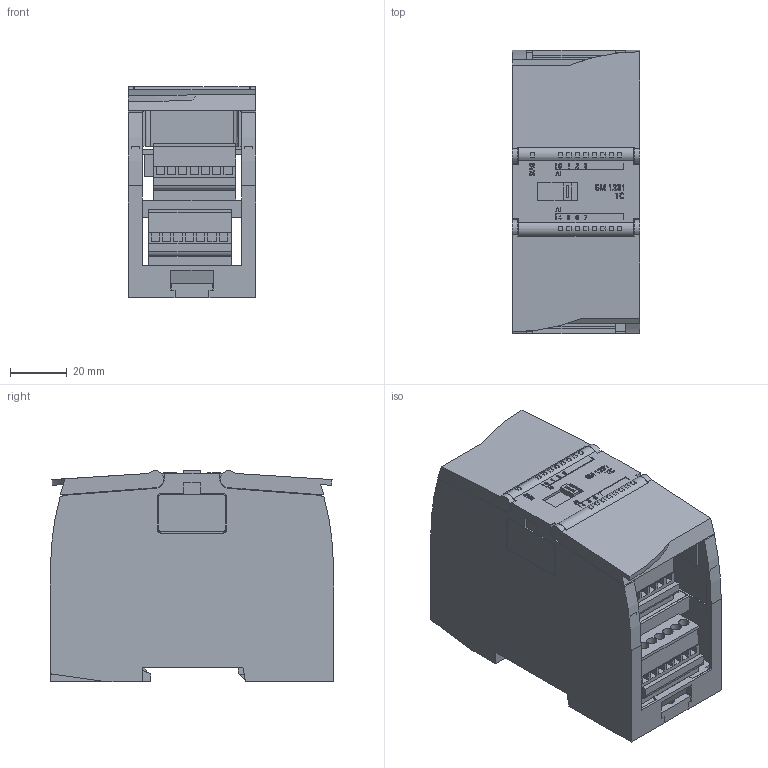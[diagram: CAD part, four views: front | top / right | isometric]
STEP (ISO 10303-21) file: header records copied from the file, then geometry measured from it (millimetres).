
FILE_DESCRIPTION(/* description */ (''),/* implementation_level */ '2;1');
FILE_NAME(/* name */ '6ES7231-5QF32-0XB0_3d.stp',/* time_stamp */ '2024-06-27T17:01:23+02:00',/* author */ (''),/* organization */ (''),/* preprocessor_version */ 'ST-DEVELOPER v18.102',/* originating_system */ 'SIEMENS PLM Software NX 2023',/* authorisation */ '');
FILE_SCHEMA (('AUTOMOTIVE_DESIGN { 1 0 10303 214 3 1 1 1 }'));
Products named in the file (4): A5E30160601A_RS-AA_003_1-box_45_4; A5E30160608A_RS-AA_002_1-cover; A5E31863088A_RS-AA_002_1-labeling; A5E31867208A_RS-AA_002_2-CAx_6ES72315QF320XB0
Assembly tree (4 placements, depth 2):
  A5E31867208A_RS-AA_002_2-CAx_6ES72315QF320XB0
    A5E31863088A_RS-AA_002_1-labeling
    A5E30160608A_RS-AA_002_1-cover  x2
    A5E30160601A_RS-AA_003_1-box_45_4
Bounding box: 45 x 100 x 74.67 mm (x, y, z)
Volume: 132740.5 mm3; surface area: 84754.3 mm2
Topology: 160 solids, 161 shells, 2183 faces, 5328 edges, 3550 vertices
Faces by surface type: plane 1902, extrusion 192, cylinder 89
Full cylindrical faces by diameter (mm): 0.998 x3, 1.015 x6, 2 x8, 3.63 x28, 4 x2
Entity records: 85264 total; most frequent: CARTESIAN_POINT 18460, ORIENTED_EDGE 10438, DIRECTION 9288, EDGE_CURVE 5219, VECTOR 4858, LINE 4666, VERTEX_POINT 3521, EDGE_LOOP 2428
